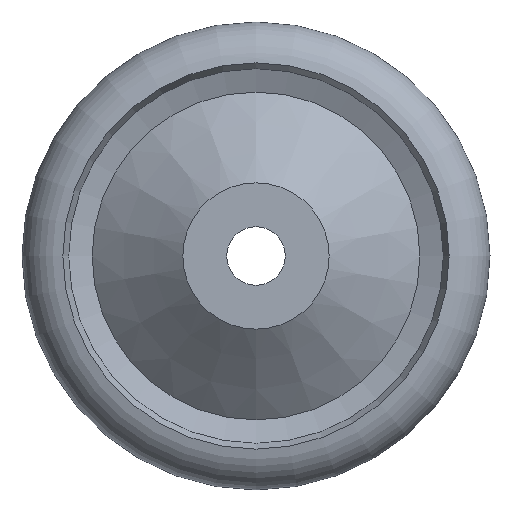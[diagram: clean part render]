
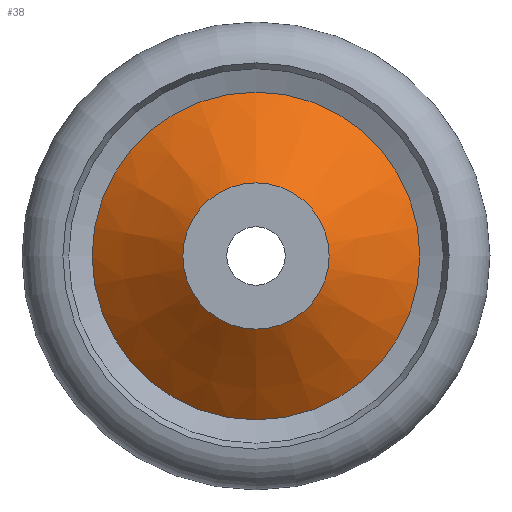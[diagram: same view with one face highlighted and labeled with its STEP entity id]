
A CAD part, left-side view. The second image highlights one B-rep face of the part: STEP entity #38.
In plain terms, the highlighted conical face has half-angle 52.253 degrees and reference radius 28 mm.
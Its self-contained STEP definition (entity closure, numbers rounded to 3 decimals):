
#38 = ADVANCED_FACE( '', ( #81, #82 ), #83, .T. );
#81 = FACE_BOUND( '', #137, .T. );
#82 = FACE_OUTER_BOUND( '', #138, .T. );
#83 = CONICAL_SURFACE( '', #139, 28., 0.912 );
#137 = EDGE_LOOP( '', ( #189 ) );
#138 = EDGE_LOOP( '', ( #190 ) );
#139 = AXIS2_PLACEMENT_3D( '', #191, #192, #193 );
#189 = ORIENTED_EDGE( '', *, *, #259, .F. );
#190 = ORIENTED_EDGE( '', *, *, #256, .T. );
#191 = CARTESIAN_POINT( '', ( 18., 0., 0. ) );
#192 = DIRECTION( '', ( 1., 0., 0. ) );
#193 = DIRECTION( '', ( 0., 0., -1. ) );
#256 = EDGE_CURVE( '', #281, #281, #282, .T. );
#259 = EDGE_CURVE( '', #286, #286, #287, .T. );
#281 = VERTEX_POINT( '', #317 );
#282 = CIRCLE( '', #318, 28. );
#286 = VERTEX_POINT( '', #322 );
#287 = CIRCLE( '', #323, 12.5 );
#317 = CARTESIAN_POINT( '', ( 18., 0., 28. ) );
#318 = AXIS2_PLACEMENT_3D( '', #352, #353, #354 );
#322 = CARTESIAN_POINT( '', ( 6., 0., 12.5 ) );
#323 = AXIS2_PLACEMENT_3D( '', #358, #359, #360 );
#352 = CARTESIAN_POINT( '', ( 18., 0., 0. ) );
#353 = DIRECTION( '', ( -1., 0., 0. ) );
#354 = DIRECTION( '', ( 0., 0., 1. ) );
#358 = CARTESIAN_POINT( '', ( 6., 0., 0. ) );
#359 = DIRECTION( '', ( -1., 0., 0. ) );
#360 = DIRECTION( '', ( 0., 0., 1. ) );
